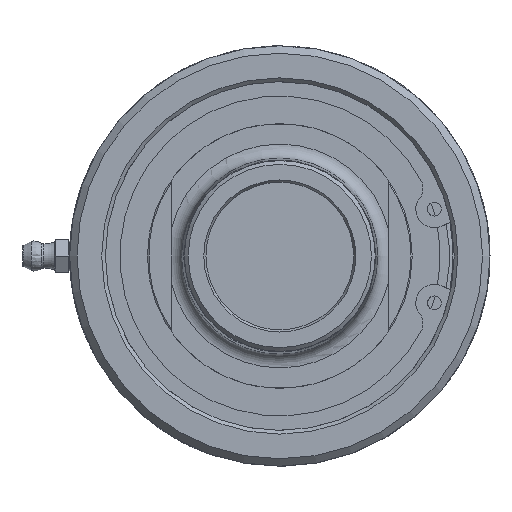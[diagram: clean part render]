
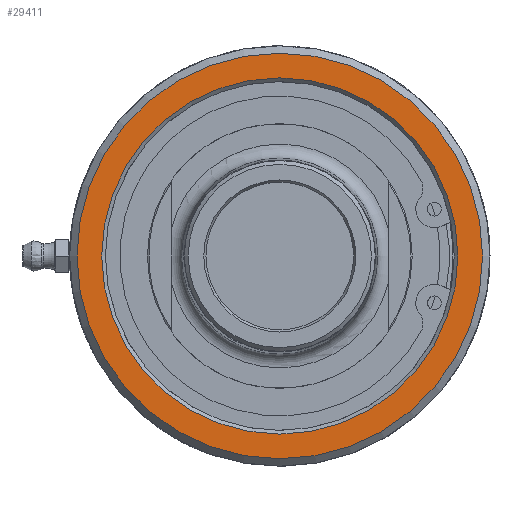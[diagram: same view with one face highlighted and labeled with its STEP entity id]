
A CAD part, left-side view. The second image highlights one B-rep face of the part: STEP entity #29411.
In plain terms, the highlighted planar face has unit normal (-1, 0, 0).
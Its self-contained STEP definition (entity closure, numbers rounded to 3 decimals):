
#246=FACE_BOUND('',#8642,.T.);
#849=PLANE('',#31148);
#6845=FACE_OUTER_BOUND('',#8641,.T.);
#8641=EDGE_LOOP('',(#26739));
#8642=EDGE_LOOP('',(#26740));
#9602=CIRCLE('',#31147,38.34);
#9603=CIRCLE('',#31149,43.65);
#14038=VERTEX_POINT('',#66566);
#14039=VERTEX_POINT('',#66570);
#18310=EDGE_CURVE('',#14038,#14038,#9602,.T.);
#18311=EDGE_CURVE('',#14039,#14039,#9603,.T.);
#26739=ORIENTED_EDGE('',*,*,#18311,.F.);
#26740=ORIENTED_EDGE('',*,*,#18310,.F.);
#29411=ADVANCED_FACE('',(#6845,#246),#849,.F.);
#31147=AXIS2_PLACEMENT_3D('',#66568,#36304,#36305);
#31148=AXIS2_PLACEMENT_3D('',#66569,#36306,#36307);
#31149=AXIS2_PLACEMENT_3D('',#66571,#36308,#36309);
#36304=DIRECTION('center_axis',(-1.,0.,0.));
#36305=DIRECTION('ref_axis',(0.,-1.,0.));
#36306=DIRECTION('center_axis',(1.,0.,0.));
#36307=DIRECTION('ref_axis',(0.,0.,-1.));
#36308=DIRECTION('center_axis',(1.,0.,0.));
#36309=DIRECTION('ref_axis',(0.,1.,0.));
#66566=CARTESIAN_POINT('',(-6.8,38.34,0.));
#66568=CARTESIAN_POINT('Origin',(-6.8,0.,0.));
#66569=CARTESIAN_POINT('Origin',(-6.8,47.988,0.));
#66570=CARTESIAN_POINT('',(-6.8,-43.65,0.));
#66571=CARTESIAN_POINT('Origin',(-6.8,0.,0.));
